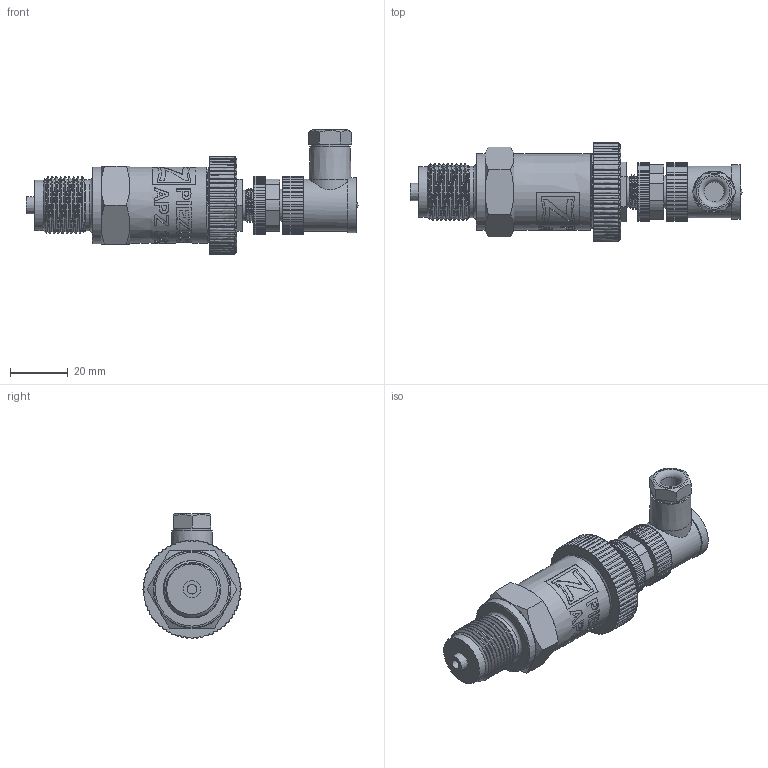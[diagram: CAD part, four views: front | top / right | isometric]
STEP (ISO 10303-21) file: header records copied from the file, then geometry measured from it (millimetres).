
FILE_DESCRIPTION(/* description */ (''),/* implementation_level */ '2;1');
FILE_NAME(/* name */ 'APZ3421_M20x1,5EN_M12x1-angular.step',/* time_stamp */ '2021-06-23T15:48:46+03:00',/* author */ (''),/* organization */ (''),/* preprocessor_version */ 'ST-DEVELOPER v18.1',/* originating_system */ 'Autodesk Translation Framework v10.9.0.1377',/* authorisation */ '');
FILE_SCHEMA (('AUTOMOTIVE_DESIGN { 1 0 10303 214 3 1 1 }'));
Length unit declared in the file: millimetre
Products named in the file (6): APZ3421_M20x1,5EN_M12x1-angular; M20x1,5 EN; OMAL nut M27x1.5 v8; M12x1 male v16; Ш100.000.002 v4; M12x1 female angular v10
Assembly tree (5 placements, depth 2):
  APZ3421_M20x1,5EN_M12x1-angular
    M20x1,5 EN
    OMAL nut M27x1.5 v8
    M12x1 male v16
    Ш100.000.002 v4
    M12x1 female angular v10
Bounding box: 115.07 x 34 x 43.2 mm (x, y, z)
Volume: 49554.9 mm3; surface area: 19975.4 mm2
Topology: 16 solids, 16 shells, 966 faces, 2674 edges, 1785 vertices
Faces by surface type: bspline 440, cylinder 303, plane 159, cone 58, torus 5, sphere 1
Full cylindrical faces by diameter (mm): 1 x12, 1.5 x4, 7 x1, 8 x1, 8.2 x1, 9.471 x2, 10.6 x2, 10.741 x6, 11.035 x4, 11.156 x1, 11.884 x5, 12.152 x4, 13 x1, 14 x1, 14.137 x4, 14.526 x1, 15.85 x3, 17.8 x1, 18 x1, 18.137 x8, 19 x1, 19.85 x7, 21.4 x2, 22.4 x1, 24.5 x1, 25.132 x4, 25.526 x4, 27.208 x5
Entity records: 75968 total; most frequent: CARTESIAN_POINT 53702, ORIENTED_EDGE 5348, DIRECTION 3369, EDGE_CURVE 2674, VERTEX_POINT 1785, AXIS2_PLACEMENT_3D 1160, LINE 1049, VECTOR 1049
